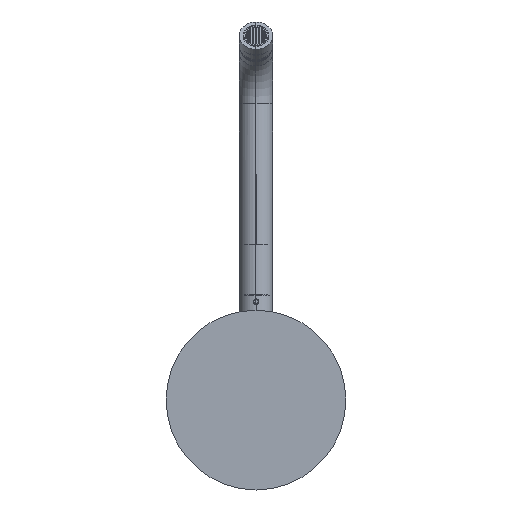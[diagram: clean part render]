
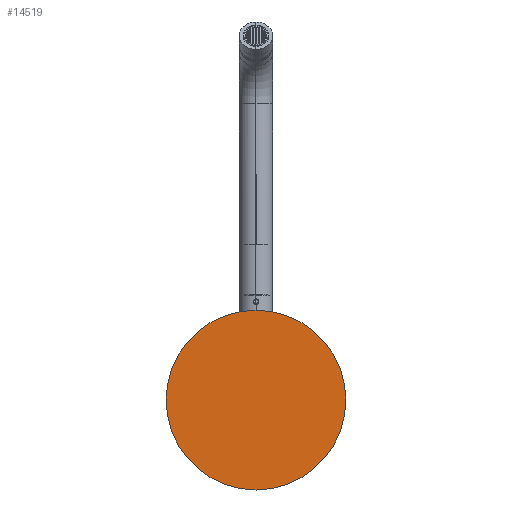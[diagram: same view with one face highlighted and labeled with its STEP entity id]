
A CAD part, front view. The second image highlights one B-rep face of the part: STEP entity #14519.
In plain terms, the highlighted planar face has unit normal (0, -1, 0).
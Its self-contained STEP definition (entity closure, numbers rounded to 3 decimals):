
#3729=CARTESIAN_POINT('',(0.,-4.,0.));
#3730=DIRECTION('',(0.,1.,0.));
#3731=DIRECTION('',(1.,0.,0.));
#3732=AXIS2_PLACEMENT_3D('',#3729,#3730,#3731);
#3734=CARTESIAN_POINT('',(0.,-4.,0.));
#3735=DIRECTION('',(0.,-1.,0.));
#3736=DIRECTION('',(1.,0.,0.));
#3737=AXIS2_PLACEMENT_3D('',#3734,#3735,#3736);
#9488=CARTESIAN_POINT('',(70.,-4.,0.));
#9490=VERTEX_POINT('',#9488);
#9492=CARTESIAN_POINT('',(-70.,-4.,0.));
#9494=VERTEX_POINT('',#9492);
#14510=CARTESIAN_POINT('',(0.,-4.,0.));
#14511=DIRECTION('',(0.,-1.,0.));
#14512=DIRECTION('',(-1.,0.,0.));
#14513=AXIS2_PLACEMENT_3D('',#14510,#14511,#14512);
#14514=PLANE('',#14513);
#14515=ORIENTED_EDGE('',*,*,#14496,.F.);
#14516=ORIENTED_EDGE('',*,*,#14478,.T.);
#14517=EDGE_LOOP('',(#14515,#14516));
#14518=FACE_OUTER_BOUND('',#14517,.F.);
#14519=ADVANCED_FACE('',(#14518),#14514,.T.);
#3733=CIRCLE('',#3732,70.);
#3738=CIRCLE('',#3737,70.);
#14478=EDGE_CURVE('',#9490,#9494,#3733,.T.);
#14496=EDGE_CURVE('',#9490,#9494,#3738,.T.);
